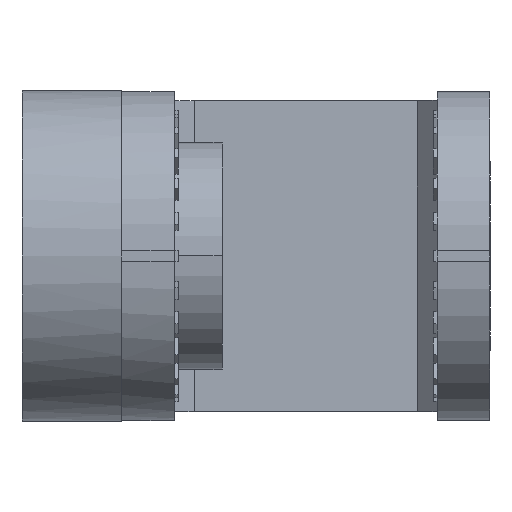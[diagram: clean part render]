
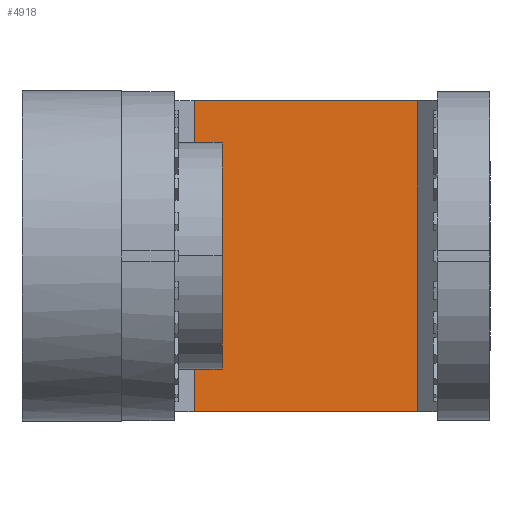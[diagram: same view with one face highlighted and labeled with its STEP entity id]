
A CAD part, left-side view. The second image highlights one B-rep face of the part: STEP entity #4918.
In plain terms, the highlighted planar face has unit normal (-1, 0, 0.028).
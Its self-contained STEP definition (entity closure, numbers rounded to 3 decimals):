
#126 = EDGE_CURVE ( 'NONE', #428, #1386, #4980, .T. ) ;
#155 = DIRECTION ( 'NONE',  ( 0., 1., 0. ) ) ;
#428 = VERTEX_POINT ( 'NONE', #4922 ) ;
#654 = CARTESIAN_POINT ( 'NONE',  ( 24.78, 14.85, -16.303 ) ) ;
#866 = DIRECTION ( 'NONE',  ( 0., 1., 0. ) ) ;
#1053 = EDGE_CURVE ( 'NONE', #3249, #428, #8483, .T. ) ;
#1386 = VERTEX_POINT ( 'NONE', #654 ) ;
#1641 = CARTESIAN_POINT ( 'NONE',  ( 25.218, 15.85, -0.709 ) ) ;
#1799 = DIRECTION ( 'NONE',  ( 1., 0., -0.028 ) ) ;
#2217 = VECTOR ( 'NONE', #866, 1000. ) ;
#2257 = ORIENTED_EDGE ( 'NONE', *, *, #126, .T. ) ;
#2410 = CARTESIAN_POINT ( 'NONE',  ( 25.218, 3.65, -0.709 ) ) ;
#2950 = VECTOR ( 'NONE', #8193, 1000. ) ;
#3249 = VERTEX_POINT ( 'NONE', #9100 ) ;
#3477 = VECTOR ( 'NONE', #155, 1000. ) ;
#3961 = VECTOR ( 'NONE', #5571, 1000. ) ;
#4156 = EDGE_CURVE ( 'NONE', #7370, #3249, #9504, .T. ) ;
#4331 = ORIENTED_EDGE ( 'NONE', *, *, #4963, .F. ) ;
#4918 = ADVANCED_FACE ( 'NONE', ( #8888 ), #7235, .F. ) ;
#4922 = CARTESIAN_POINT ( 'NONE',  ( 25.218, 14.85, -0.709 ) ) ;
#4962 = AXIS2_PLACEMENT_3D ( 'NONE', #8841, #1799, #7388 ) ;
#4963 = EDGE_CURVE ( 'NONE', #7370, #1386, #8161, .T. ) ;
#4980 = LINE ( 'NONE', #8140, #2950 ) ;
#5571 = DIRECTION ( 'NONE',  ( 0.028, 0., 1. ) ) ;
#6611 = ORIENTED_EDGE ( 'NONE', *, *, #4156, .T. ) ;
#6618 = CARTESIAN_POINT ( 'NONE',  ( 24.78, 3.65, -16.303 ) ) ;
#7235 = PLANE ( 'NONE',  #4962 ) ;
#7370 = VERTEX_POINT ( 'NONE', #6618 ) ;
#7388 = DIRECTION ( 'NONE',  ( -0.028, 0., -1. ) ) ;
#8140 = CARTESIAN_POINT ( 'NONE',  ( 24.78, 14.85, -16.303 ) ) ;
#8161 = LINE ( 'NONE', #8737, #3477 ) ;
#8193 = DIRECTION ( 'NONE',  ( -0.028, 0., -1. ) ) ;
#8483 = LINE ( 'NONE', #1641, #2217 ) ;
#8737 = CARTESIAN_POINT ( 'NONE',  ( 24.78, 18.5, -16.303 ) ) ;
#8841 = CARTESIAN_POINT ( 'NONE',  ( 24.746, 15.85, -17.496 ) ) ;
#8888 = FACE_OUTER_BOUND ( 'NONE', #9647, .T. ) ;
#9100 = CARTESIAN_POINT ( 'NONE',  ( 25.218, 3.65, -0.709 ) ) ;
#9504 = LINE ( 'NONE', #2410, #3961 ) ;
#9647 = EDGE_LOOP ( 'NONE', ( #4331, #6611, #9902, #2257 ) ) ;
#9902 = ORIENTED_EDGE ( 'NONE', *, *, #1053, .T. ) ;
